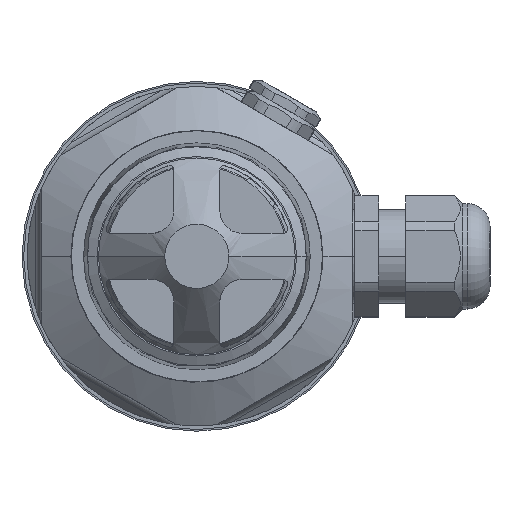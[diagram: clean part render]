
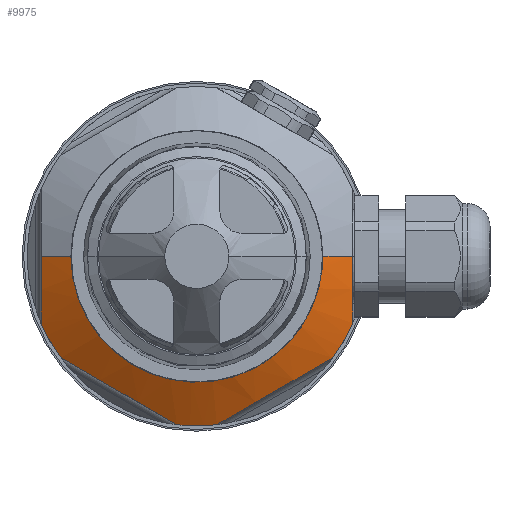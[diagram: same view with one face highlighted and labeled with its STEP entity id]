
A CAD part, front view. The second image highlights one B-rep face of the part: STEP entity #9975.
In plain terms, the highlighted conical face has half-angle 60 degrees and reference radius 32.24 mm.
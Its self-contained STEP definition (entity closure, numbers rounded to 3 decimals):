
#991=DIRECTION('',(-0.866,0.5,0.));
#992=VECTOR('',#991,7.529);
#993=CARTESIAN_POINT('',(-27.48,0.854,
0.));
#994=LINE('',#993,#992);
#1058=CARTESIAN_POINT('',(34.,4.619,0.));
#1060=DIRECTION('',(-0.866,-0.5,0.));
#1061=VECTOR('',#1060,7.529);
#1062=CARTESIAN_POINT('',(34.,4.619,0.));
#1063=LINE('',#1062,#1061);
#1099=CARTESIAN_POINT('',(0.,0.854,0.));
#1100=DIRECTION('',(0.,1.,0.));
#1101=DIRECTION('',(1.,0.,0.));
#1102=AXIS2_PLACEMENT_3D('',#1099,#1100,#1101);
#1104=CARTESIAN_POINT('',(0.,0.854,0.));
#1105=DIRECTION('',(0.,1.,0.));
#1106=DIRECTION('',(1.,0.,-0.007));
#1107=AXIS2_PLACEMENT_3D('',#1104,#1105,#1106);
#3466=CARTESIAN_POINT('',(0.,0.854,0.));
#3467=DIRECTION('',(0.,1.,0.));
#3468=DIRECTION('',(0.996,0.,-0.087));
#3469=AXIS2_PLACEMENT_3D('',#3466,#3467,#3468);
#3476=CARTESIAN_POINT('',(34.,4.619,0.));
#3477=CARTESIAN_POINT('',(34.,4.619,-0.808));
#3478=CARTESIAN_POINT('',(34.,4.652,-2.423));
#3479=CARTESIAN_POINT('',(34.,4.801,-4.844));
#3480=CARTESIAN_POINT('',(34.,5.046,-7.265));
#3481=CARTESIAN_POINT('',(34.,5.385,-9.688));
#3482=CARTESIAN_POINT('',(34.,5.815,-12.125));
#3483=CARTESIAN_POINT('',(34.,6.163,-13.769));
#3484=CARTESIAN_POINT('',(34.,6.351,-14.595));
#3486=CARTESIAN_POINT('',(0.,6.351,0.));
#3487=DIRECTION('',(0.,1.,0.));
#3488=DIRECTION('',(0.919,0.,-0.394));
#3489=AXIS2_PLACEMENT_3D('',#3486,#3487,#3488);
#3491=CARTESIAN_POINT('',(29.639,6.351,-22.148));
#3492=CARTESIAN_POINT('',(28.856,6.145,-22.6));
#3493=CARTESIAN_POINT('',(27.3,5.768,-23.498));
#3494=CARTESIAN_POINT('',(24.998,5.312,-24.827));
#3495=CARTESIAN_POINT('',(22.71,4.966,-26.148));
#3496=CARTESIAN_POINT('',(20.426,4.732,-27.467));
#3497=CARTESIAN_POINT('',(18.142,4.614,-28.785));
#3498=CARTESIAN_POINT('',(15.858,4.614,-30.104));
#3499=CARTESIAN_POINT('',(13.574,4.732,-31.423));
#3500=CARTESIAN_POINT('',(11.29,4.966,-32.741));
#3501=CARTESIAN_POINT('',(9.002,5.312,-34.062));
#3502=CARTESIAN_POINT('',(6.7,5.768,-35.392));
#3503=CARTESIAN_POINT('',(5.144,6.145,-36.29));
#3504=CARTESIAN_POINT('',(4.361,6.351,-36.742));
#3506=CARTESIAN_POINT('',(0.,6.351,0.));
#3507=DIRECTION('',(0.,1.,0.));
#3508=DIRECTION('',(0.118,0.,-0.993));
#3509=AXIS2_PLACEMENT_3D('',#3506,#3507,#3508);
#3511=CARTESIAN_POINT('',(-4.361,6.351,
-36.742));
#3512=CARTESIAN_POINT('',(-5.144,6.145,
-36.29));
#3513=CARTESIAN_POINT('',(-6.7,5.768,
-35.392));
#3514=CARTESIAN_POINT('',(-9.002,5.312,
-34.062));
#3515=CARTESIAN_POINT('',(-11.29,4.966,
-32.741));
#3516=CARTESIAN_POINT('',(-13.574,4.732,
-31.423));
#3517=CARTESIAN_POINT('',(-15.858,4.614,
-30.104));
#3518=CARTESIAN_POINT('',(-18.142,4.614,
-28.785));
#3519=CARTESIAN_POINT('',(-20.426,4.732,
-27.467));
#3520=CARTESIAN_POINT('',(-22.71,4.966,
-26.148));
#3521=CARTESIAN_POINT('',(-24.998,5.312,
-24.827));
#3522=CARTESIAN_POINT('',(-27.3,5.768,
-23.498));
#3523=CARTESIAN_POINT('',(-28.856,6.145,
-22.6));
#3524=CARTESIAN_POINT('',(-29.639,6.351,
-22.148));
#3526=CARTESIAN_POINT('',(0.,6.351,0.));
#3527=DIRECTION('',(0.,1.,0.));
#3528=DIRECTION('',(-0.801,0.,-0.599));
#3529=AXIS2_PLACEMENT_3D('',#3526,#3527,#3528);
#3531=CARTESIAN_POINT('',(-34.,6.351,-14.595));
#3532=CARTESIAN_POINT('',(-34.,6.163,-13.769));
#3533=CARTESIAN_POINT('',(-34.,5.815,-12.125));
#3534=CARTESIAN_POINT('',(-34.,5.385,-9.688));
#3535=CARTESIAN_POINT('',(-34.,5.046,-7.265));
#3536=CARTESIAN_POINT('',(-34.,4.801,-4.844));
#3537=CARTESIAN_POINT('',(-34.,4.652,-2.423));
#3538=CARTESIAN_POINT('',(-34.,4.619,-0.808));
#3539=CARTESIAN_POINT('',(-34.,4.619,0.));
#4880=CARTESIAN_POINT('',(27.48,0.854,0.));
#4882=VERTEX_POINT('',#4880);
#4883=CARTESIAN_POINT('',(-27.48,0.854,
0.));
#4884=VERTEX_POINT('',#4883);
#4885=CARTESIAN_POINT('',(-34.,4.619,0.));
#4886=VERTEX_POINT('',#4885);
#4887=VERTEX_POINT('',#1058);
#4898=CARTESIAN_POINT('',(27.479,0.854,
-0.18));
#4899=VERTEX_POINT('',#4898);
#4900=CARTESIAN_POINT('',(27.375,0.854,
-2.395));
#4901=VERTEX_POINT('',#4900);
#4934=VERTEX_POINT('',#3484);
#4935=CARTESIAN_POINT('',(29.639,6.351,-22.148));
#4936=VERTEX_POINT('',#4935);
#4937=VERTEX_POINT('',#3504);
#4938=CARTESIAN_POINT('',(-4.361,6.351,
-36.742));
#4939=VERTEX_POINT('',#4938);
#4940=VERTEX_POINT('',#3524);
#4941=CARTESIAN_POINT('',(-34.,6.351,-14.595));
#4942=VERTEX_POINT('',#4941);
#9949=CARTESIAN_POINT('',(0.,3.603,0.));
#9950=DIRECTION('',(0.,1.,0.));
#9951=DIRECTION('',(1.,0.,0.));
#9952=AXIS2_PLACEMENT_3D('',#9949,#9950,#9951);
#9953=CONICAL_SURFACE('',#9952,32.24,60.);
#9954=ORIENTED_EDGE('',*,*,#9934,.F.);
#9955=ORIENTED_EDGE('',*,*,#6532,.F.);
#9956=ORIENTED_EDGE('',*,*,#6530,.F.);
#9957=ORIENTED_EDGE('',*,*,#6501,.F.);
#9959=ORIENTED_EDGE('',*,*,#9958,.T.);
#9961=ORIENTED_EDGE('',*,*,#9960,.T.);
#9963=ORIENTED_EDGE('',*,*,#9962,.T.);
#9965=ORIENTED_EDGE('',*,*,#9964,.T.);
#9967=ORIENTED_EDGE('',*,*,#9966,.T.);
#9969=ORIENTED_EDGE('',*,*,#9968,.T.);
#9971=ORIENTED_EDGE('',*,*,#9970,.T.);
#9972=ORIENTED_EDGE('',*,*,#6489,.F.);
#9973=EDGE_LOOP('',(#9954,#9955,#9956,#9957,#9959,#9961,#9963,#9965,#9967,#9969,
#9971,#9972));
#9974=FACE_OUTER_BOUND('',#9973,.F.);
#9975=ADVANCED_FACE('',(#9974),#9953,.T.);
#1103=CIRCLE('',#1102,27.48);
#1108=CIRCLE('',#1107,27.48);
#3470=CIRCLE('',#3469,27.48);
#3485=B_SPLINE_CURVE_WITH_KNOTS('',3,(#3476,#3477,#3478,#3479,#3480,#3481,#3482,
#3483,#3484),.UNSPECIFIED.,.F.,.F.,(4,1,1,1,1,1,4),(0.,0.167,
0.333,0.5,0.667,0.833,1.),
.UNSPECIFIED.);
#3490=CIRCLE('',#3489,37.);
#3505=B_SPLINE_CURVE_WITH_KNOTS('',3,(#3491,#3492,#3493,#3494,#3495,#3496,#3497,
#3498,#3499,#3500,#3501,#3502,#3503,#3504),.UNSPECIFIED.,.F.,.F.,(4,1,1,1,1,1,1,
1,1,1,1,4),(0.,0.091,0.182,0.273,
0.364,0.455,0.545,0.636,
0.727,0.818,0.909,1.),.UNSPECIFIED.);
#3510=CIRCLE('',#3509,37.);
#3525=B_SPLINE_CURVE_WITH_KNOTS('',3,(#3511,#3512,#3513,#3514,#3515,#3516,#3517,
#3518,#3519,#3520,#3521,#3522,#3523,#3524),.UNSPECIFIED.,.F.,.F.,(4,1,1,1,1,1,1,
1,1,1,1,4),(0.,0.091,0.182,0.273,
0.364,0.455,0.545,0.636,
0.727,0.818,0.909,1.),.UNSPECIFIED.);
#3530=CIRCLE('',#3529,37.);
#3540=B_SPLINE_CURVE_WITH_KNOTS('',3,(#3531,#3532,#3533,#3534,#3535,#3536,#3537,
#3538,#3539),.UNSPECIFIED.,.F.,.F.,(4,1,1,1,1,1,4),(0.,0.167,
0.333,0.5,0.667,0.833,1.),
.UNSPECIFIED.);
#6489=EDGE_CURVE('',#4884,#4886,#994,.T.);
#6501=EDGE_CURVE('',#4887,#4882,#1063,.T.);
#6530=EDGE_CURVE('',#4882,#4899,#1103,.T.);
#6532=EDGE_CURVE('',#4899,#4901,#1108,.T.);
#9934=EDGE_CURVE('',#4901,#4884,#3470,.T.);
#9958=EDGE_CURVE('',#4887,#4934,#3485,.T.);
#9960=EDGE_CURVE('',#4934,#4936,#3490,.T.);
#9962=EDGE_CURVE('',#4936,#4937,#3505,.T.);
#9964=EDGE_CURVE('',#4937,#4939,#3510,.T.);
#9966=EDGE_CURVE('',#4939,#4940,#3525,.T.);
#9968=EDGE_CURVE('',#4940,#4942,#3530,.T.);
#9970=EDGE_CURVE('',#4942,#4886,#3540,.T.);
